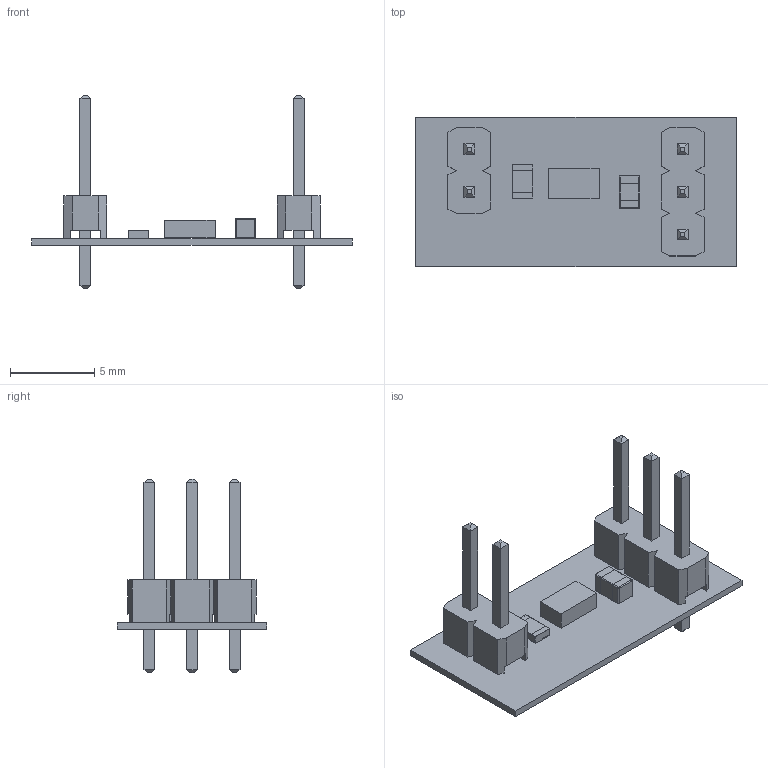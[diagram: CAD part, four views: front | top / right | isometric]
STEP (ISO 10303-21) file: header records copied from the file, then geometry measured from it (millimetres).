
FILE_DESCRIPTION(('Open CASCADE Model'),'2;1');
FILE_NAME('Open CASCADE Shape Model','2020-11-13T18:02:46',('Author'),( 'Open CASCADE'),'Open CASCADE STEP processor 6.8','Open CASCADE 6.8' ,'Unknown');
FILE_SCHEMA(('AUTOMOTIVE_DESIGN { 1 0 10303 214 1 1 1 1 }'));
Length unit declared in the file: millimetre
Products named in the file (27): PCB; Board; Open CASCADE STEP translator 6.8 12.1.1; R1; 5923934256; Mid_Body; Terminal; Open_CASCADE_STEP_translator_6.8_19.2.1; Mark; C1; 6051739056; Open_CASCADE_STEP_translator_6.8_4.1.1; Open_CASCADE_STEP_translator_6.8_4.1.2; Open_CASCADE_STEP_translator_6.8_4.2.1; U1; 5924376304; Extruded; P2; 61300211121_Download_STP_61300211121_rev1; 6130xx11121_PIN; 61300211121; P1; 61300311121_Download_STP_61300311121_rev1; 61300311121
Assembly tree (30 placements, depth 5):
  PCB
    Board
      Open CASCADE STEP translator 6.8 12.1.1
    R1
      5923934256
        Mid_Body
        Terminal  x2
          Open_CASCADE_STEP_translator_6.8_19.2.1
        Mark
    C1
      6051739056
        Terminal
          Open_CASCADE_STEP_translator_6.8_4.1.1
          Open_CASCADE_STEP_translator_6.8_4.1.2
        Mid_Body
          Open_CASCADE_STEP_translator_6.8_4.2.1
    U1
      5924376304
        Extruded
    P2
      61300211121_Download_STP_61300211121_rev1
        6130xx11121_PIN  x2
        61300211121
    P1
      61300311121_Download_STP_61300311121_rev1
        61300311121
        6130xx11121_PIN  x3
Bounding box: 19.05 x 8.89 x 11.54 mm (x, y, z)
Volume: 165.6 mm3; surface area: 751.7 mm2
Topology: 16 solids, 16 shells, 238 faces, 562 edges, 348 vertices
Faces by surface type: plane 210, cylinder 20, sphere 8
Entity records: 6612 total; most frequent: CARTESIAN_POINT 947, DIRECTION 920, ORIENTED_EDGE 892, EDGE_CURVE 446, LINE 406, VECTOR 406, VERTEX_POINT 284, AXIS2_PLACEMENT_3D 257
